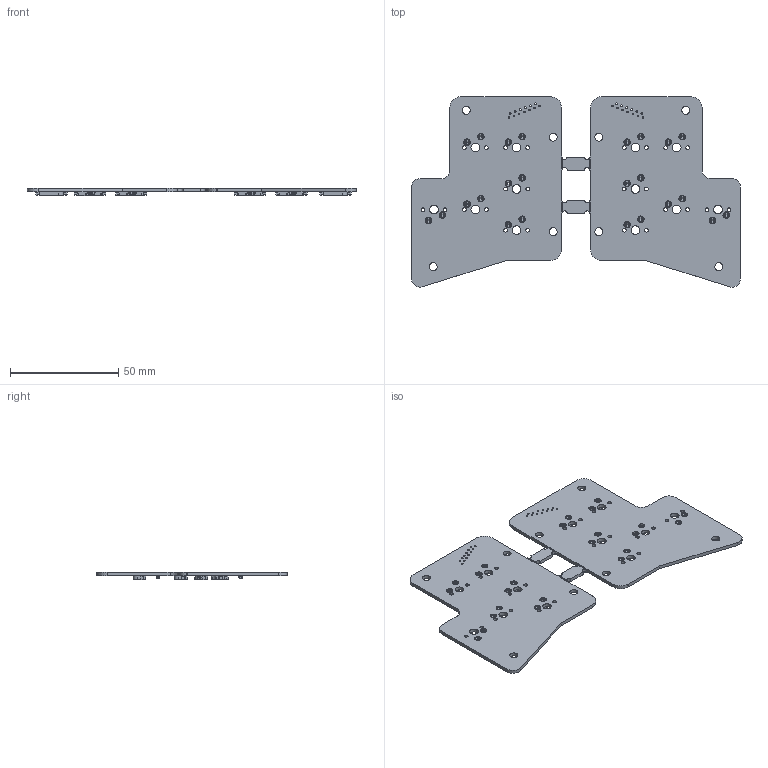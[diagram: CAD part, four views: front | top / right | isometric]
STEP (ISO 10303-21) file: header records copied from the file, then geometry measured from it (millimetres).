
FILE_DESCRIPTION(('KiCad electronic assembly'),'2;1');
FILE_NAME('rasgueado_thumbs.step','2025-01-21T19:57:37',('Pcbnew'),( 'Kicad'),'Open CASCADE STEP processor 7.8','KiCad to STEP converter' ,'Unknown');
FILE_SCHEMA(('AUTOMOTIVE_DESIGN { 1 0 10303 214 1 1 1 1 }'));
Length unit declared in the file: millimetre
Products named in the file (6): rasgueado_thumbs 1; MX-Hotswap-Socket; Kailh Socket v12; Diode_SOD-123; D_SOD_123; rasgueado_thumbs_PCB
Assembly tree (27 placements, depth 3):
  rasgueado_thumbs 1
    MX-Hotswap-Socket  x12
      Kailh Socket v12
    Diode_SOD-123  x12
      D_SOD_123
    rasgueado_thumbs_PCB
Bounding box: 151.84 x 87.81 x 3.5 mm (x, y, z)
Volume: 16161.7 mm3; surface area: 24211.8 mm2
Topology: 25 solids, 25 shells, 3826 faces, 9984 edges, 6292 vertices
Faces by surface type: plane 2116, cylinder 1110, bspline 312, cone 240, torus 48
Full cylindrical faces by diameter (mm): 0.5 x24, 0.8 x26, 1.702 x24, 2.9 x24, 3 x24, 3.7 x8, 3.988 x12
Entity records: 17892 total; most frequent: CARTESIAN_POINT 3121, DIRECTION 2718, ORIENTED_EDGE 2698, EDGE_CURVE 1349, AXIS2_PLACEMENT_3D 942, VERTEX_POINT 869, LINE 834, VECTOR 834
